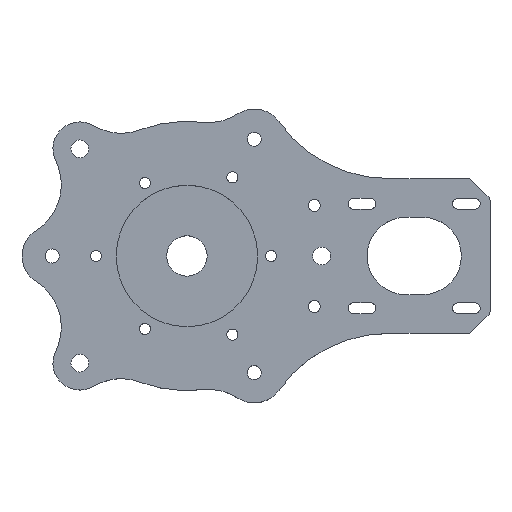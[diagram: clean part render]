
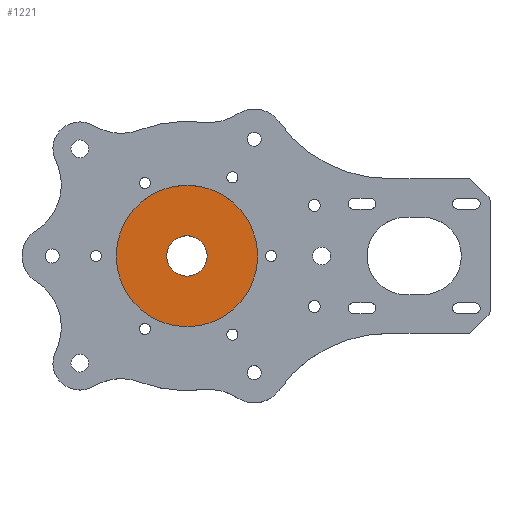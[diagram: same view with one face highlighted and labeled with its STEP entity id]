
A CAD part, top view. The second image highlights one B-rep face of the part: STEP entity #1221.
In plain terms, the highlighted planar face has unit normal (0, 0, 1).
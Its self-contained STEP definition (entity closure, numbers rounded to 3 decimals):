
#19=FACE_BOUND('',#143,.T.);
#60=PLANE('',#1301);
#79=FACE_OUTER_BOUND('',#142,.T.);
#142=EDGE_LOOP('',(#819));
#143=EDGE_LOOP('',(#820));
#426=CIRCLE('',#1300,21.);
#427=CIRCLE('',#1302,6.);
#516=VERTEX_POINT('',#1859);
#517=VERTEX_POINT('',#1863);
#637=EDGE_CURVE('',#516,#516,#426,.T.);
#638=EDGE_CURVE('',#517,#517,#427,.T.);
#819=ORIENTED_EDGE('',*,*,#637,.F.);
#820=ORIENTED_EDGE('',*,*,#638,.F.);
#1221=ADVANCED_FACE('',(#79,#19),#60,.T.);
#1300=AXIS2_PLACEMENT_3D('',#1861,#1461,#1462);
#1301=AXIS2_PLACEMENT_3D('',#1862,#1463,#1464);
#1302=AXIS2_PLACEMENT_3D('',#1864,#1465,#1466);
#1461=DIRECTION('center_axis',(0.,0.,-1.));
#1462=DIRECTION('ref_axis',(-1.,0.,0.));
#1463=DIRECTION('center_axis',(0.,0.,1.));
#1464=DIRECTION('ref_axis',(-1.,0.,0.));
#1465=DIRECTION('center_axis',(0.,0.,1.));
#1466=DIRECTION('ref_axis',(1.,0.,0.));
#1859=CARTESIAN_POINT('',(21.,0.,-1.));
#1861=CARTESIAN_POINT('Origin',(0.,0.,-1.));
#1862=CARTESIAN_POINT('Origin',(0.,0.,-1.));
#1863=CARTESIAN_POINT('',(-6.,0.,-1.));
#1864=CARTESIAN_POINT('Origin',(0.,0.,-1.));
